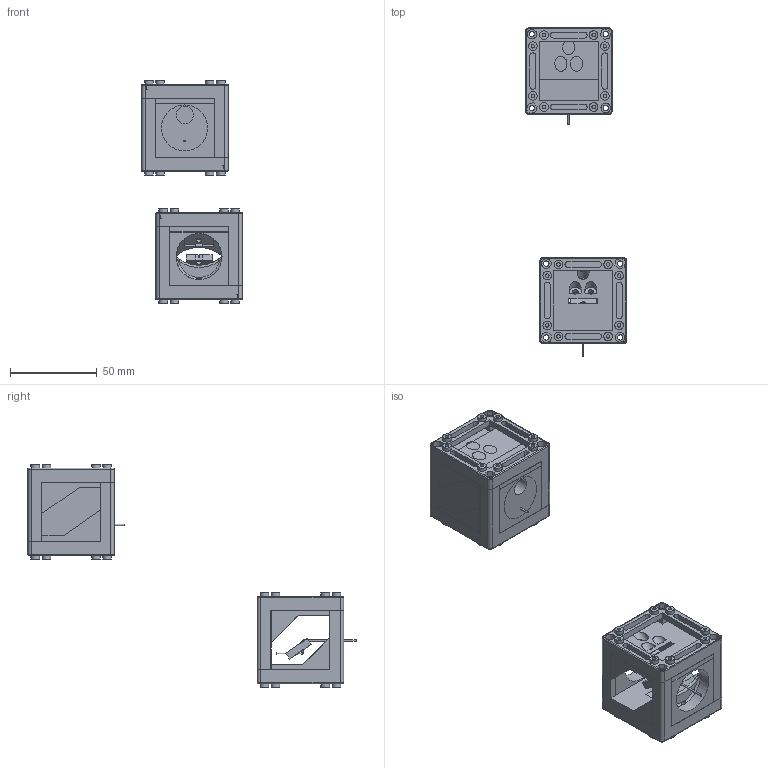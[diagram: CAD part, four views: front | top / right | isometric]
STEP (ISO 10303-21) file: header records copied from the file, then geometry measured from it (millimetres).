
FILE_DESCRIPTION(/* description */ (''),/* implementation_level */ '2;1');
FILE_NAME(/* name */ 'Assembly_Cube_Mirror_Stairs_v3.iam.step',/* time_stamp */ '2022-11-29T09:08:22+01:00',/* author */ ('marsikovabarbora'),/* organization */ (''),/* preprocessor_version */ 'ST-DEVELOPER v18.1',/* originating_system */ 'Autodesk Inventor 2022',/* authorisation */ '');
FILE_SCHEMA (('AUTOMOTIVE_DESIGN { 1 0 10303 214 3 1 1 }'));
Products named in the file (9): Assembly_Cube_Dichroic_Beamsplitter_25x35_v3; 20_Cube_Insert_Beamsplittercube_Base_25x35_v3; 00_Comar_Filter_25Dia; 20_Cube_Insert_Mirror_Stairs_variable_v3; 20_Cube_Insert_Mirror_Stairs_fixed_varspacer1_v3; Assembly_Cube_empty_IM_v3; 10_Cube_1x1_IM; 20_Cube_Insert_Mirror_Stairs_fixed_v3; 00_Beam_Stairs_7.5mm
Assembly tree (13 placements, depth 3):
  Assembly_Cube_Dichroic_Beamsplitter_25x35_v3
    Assembly_Cube_empty_IM_v3  x2
      10_Cube_1x1_IM
    20_Cube_Insert_Beamsplittercube_Base_25x35_v3
    00_Comar_Filter_25Dia
    00_Beam_Stairs_7.5mm  x2
    20_Cube_Insert_Mirror_Stairs_variable_v3  x2
    20_Cube_Insert_Mirror_Stairs_fixed_v3  x2
    20_Cube_Insert_Mirror_Stairs_fixed_varspacer1_v3
Bounding box: 58.12 x 188.88 x 128.54 mm (x, y, z)
Volume: 160583 mm3; surface area: 87739.8 mm2
Topology: 13 solids, 13 shells, 849 faces, 2102 edges, 1381 vertices
Faces by surface type: plane 535, cylinder 277, torus 26, bspline 11
Full cylindrical faces by diameter (mm): 1 x6, 2.05 x32, 2.9 x6, 3.1 x16, 3.2 x9, 4.95 x32, 5.5 x8, 7 x8, 10 x2, 25 x1, 25.5 x1, 26.5 x4
Entity records: 9702 total; most frequent: CARTESIAN_POINT 1926, DIRECTION 1567, ORIENTED_EDGE 1508, EDGE_CURVE 754, LINE 535, VECTOR 535, AXIS2_PLACEMENT_3D 516, VERTEX_POINT 494
